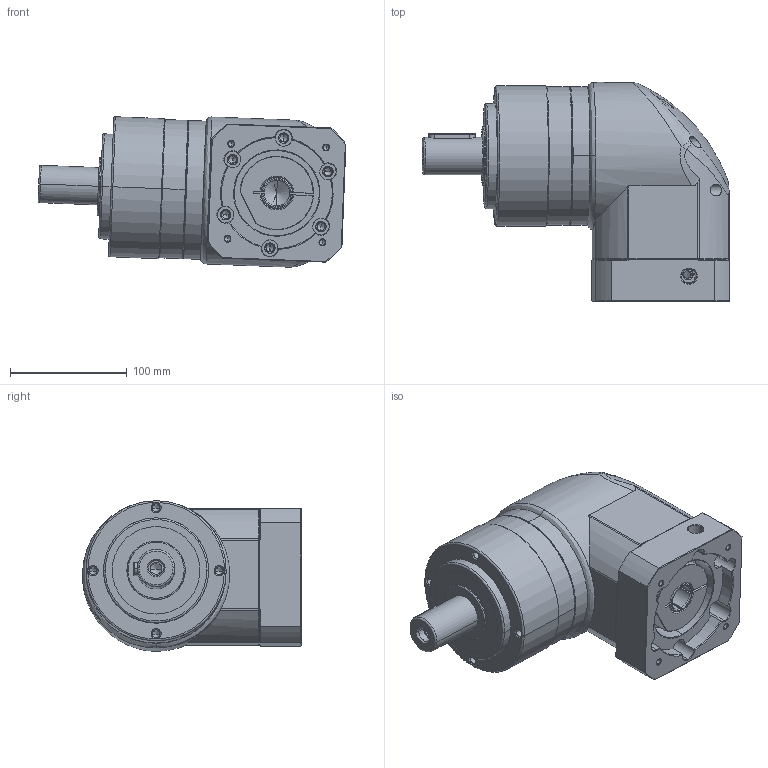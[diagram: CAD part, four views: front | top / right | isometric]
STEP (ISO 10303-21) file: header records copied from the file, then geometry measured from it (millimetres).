
FILE_DESCRIPTION (( 'STEP AP214' ), '1' );
FILE_NAME ('PEL120-L1-22-95-115-M6-M8.STEP', '2024-01-06T06:33:25', ( 'admin' ), ( '' ), 'SwSTEP 2.0', 'SolidWorks 2013', '' );
FILE_SCHEMA (( 'AUTOMOTIVE_DESIGN' ));
Length unit declared in the file: millimetre
Products named in the file (5): SDL115-22; PEL120-L1-22-95-115-M6-M8; SBL115-95-115M6; PE120; SBL115_X2_8F9351658F7495017D2773AF_X0_-22
Assembly tree (4 placements, depth 2):
  PEL120-L1-22-95-115-M6-M8
    SDL115-22
    SBL115_X2_8F9351658F7495017D2773AF_X0_-22
    PE120
    SBL115-95-115M6
Bounding box: 263.56 x 187.5 x 128.83 mm (x, y, z)
Volume: 2905599.3 mm3; surface area: 247702.4 mm2
Topology: 8 solids, 8 shells, 480 faces, 1197 edges, 720 vertices
Faces by surface type: cylinder 204, cone 145, plane 95, bspline 34, torus 2
Entity records: 27152 total; most frequent: CARTESIAN_POINT 10790, ORIENTED_EDGE 2278, DIRECTION 2199, EDGE_CURVE 1139, AXIS2_PLACEMENT_3D 870, VERTEX_POINT 720, EDGE_LOOP 561, UNCERTAINTY_MEASURE_WITH_UNIT 497
